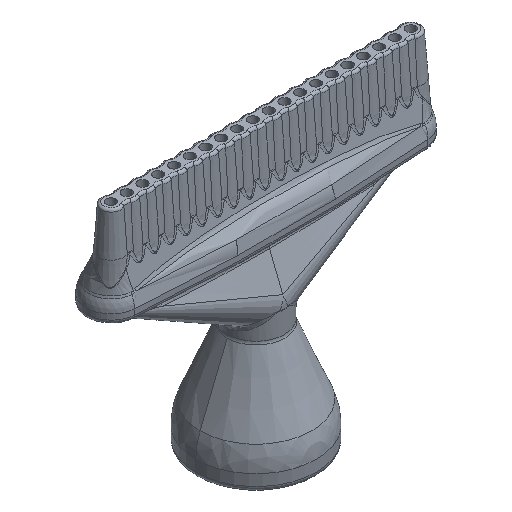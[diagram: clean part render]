
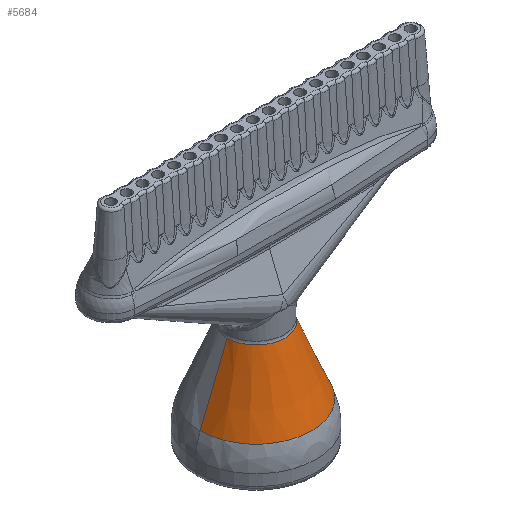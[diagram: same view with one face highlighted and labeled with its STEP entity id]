
A CAD part, isometric view. The second image highlights one B-rep face of the part: STEP entity #5684.
In plain terms, the highlighted conical face has half-angle 22 degrees and reference radius 5.83 mm.
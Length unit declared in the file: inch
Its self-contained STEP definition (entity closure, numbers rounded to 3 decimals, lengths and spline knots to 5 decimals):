
#5129 = VERTEX_POINT ( 'NONE', #111995 ) ;
#5154 = EDGE_CURVE ( 'NONE', #5336, #5177, #112025, .T. ) ;
#5157 = EDGE_CURVE ( 'NONE', #5333, #5129, #112021, .T. ) ;
#5177 = VERTEX_POINT ( 'NONE', #112089 ) ;
#5333 = VERTEX_POINT ( 'NONE', #112493 ) ;
#5335 = EDGE_CURVE ( 'NONE', #5336, #5333, #112492, .T. ) ;
#5336 = VERTEX_POINT ( 'NONE', #112487 ) ;
#5661 = ORIENTED_EDGE ( 'NONE', *, *, #5335, .T. ) ;
#5662 = ORIENTED_EDGE ( 'NONE', *, *, #5157, .T. ) ;
#5663 = ORIENTED_EDGE ( 'NONE', *, *, #5664, .T. ) ;
#5664 = EDGE_CURVE ( 'NONE', #5129, #5177, #132112, .T. ) ;
#5684 = ADVANCED_FACE ( 'NONE', ( #129307 ), #129296, .T. ) ;
#5685 = EDGE_LOOP ( 'NONE', ( #5686, #5661, #5662, #5663 ) ) ;
#5686 = ORIENTED_EDGE ( 'NONE', *, *, #5154, .F. ) ;
#111995 = CARTESIAN_POINT ( 'NONE',  ( -0.45276, 0., -1.32645 ) ) ;
#112018 = DIRECTION ( 'NONE',  ( -0.375, 0., -0.927 ) ) ;
#112019 = VECTOR ( 'NONE', #112018, 39.37008 ) ;
#112020 = CARTESIAN_POINT ( 'NONE',  ( -0.22951, 0., -0.77389 ) ) ;
#112021 = LINE ( 'NONE', #112020, #112019 ) ;
#112022 = DIRECTION ( 'NONE',  ( 0.375, 0., -0.927 ) ) ;
#112023 = VECTOR ( 'NONE', #112022, 39.37008 ) ;
#112024 = CARTESIAN_POINT ( 'NONE',  ( 0.22951, 0., -0.77389 ) ) ;
#112025 = LINE ( 'NONE', #112024, #112023 ) ;
#112089 = CARTESIAN_POINT ( 'NONE',  ( 0.45276, 0., -1.32645 ) ) ;
#112487 = CARTESIAN_POINT ( 'NONE',  ( 0.23399, 0., -0.78498 ) ) ;
#112488 = DIRECTION ( 'NONE',  ( -1., 0., 0. ) ) ;
#112489 = DIRECTION ( 'NONE',  ( 0., 0., -1. ) ) ;
#112490 = CARTESIAN_POINT ( 'NONE',  ( 0., 0., -0.78498 ) ) ;
#112491 = AXIS2_PLACEMENT_3D ( 'NONE', #112490, #112489, #112488 ) ;
#112492 = CIRCLE ( 'NONE', #112491, 0.23399 ) ;
#112493 = CARTESIAN_POINT ( 'NONE',  ( -0.23399, 0., -0.78498 ) ) ;
#129289 = DIRECTION ( 'NONE',  ( -1., 0., 0. ) ) ;
#129290 = DIRECTION ( 'NONE',  ( 0., 0., -1. ) ) ;
#129291 = CARTESIAN_POINT ( 'NONE',  ( 0., 0., -0.77389 ) ) ;
#129292 = AXIS2_PLACEMENT_3D ( 'NONE', #129291, #129290, #129289 ) ;
#129296 = CONICAL_SURFACE ( 'NONE', #129292, 0.22951, 0.384 ) ;
#129307 = FACE_OUTER_BOUND ( 'NONE', #5685, .T. ) ;
#132108 = DIRECTION ( 'NONE',  ( 1., 0., 0. ) ) ;
#132109 = DIRECTION ( 'NONE',  ( 0., 0., 1. ) ) ;
#132110 = CARTESIAN_POINT ( 'NONE',  ( 0., 0., -1.32645 ) ) ;
#132111 = AXIS2_PLACEMENT_3D ( 'NONE', #132110, #132109, #132108 ) ;
#132112 = CIRCLE ( 'NONE', #132111, 0.45276 ) ;
